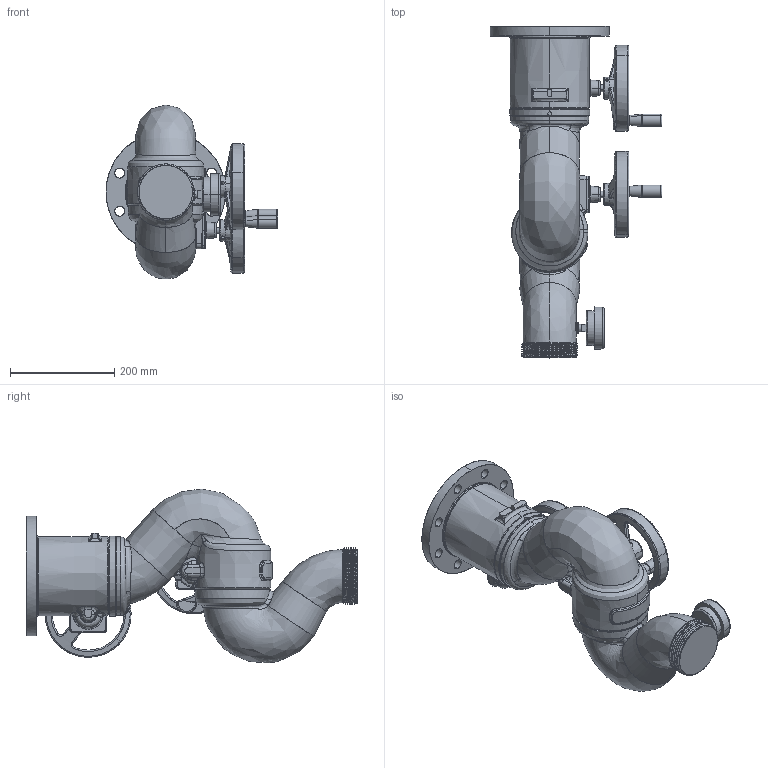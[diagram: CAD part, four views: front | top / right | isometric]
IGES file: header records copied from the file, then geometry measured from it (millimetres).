
Start section: SolidWorks IGES file using analytic representation for surfaces
Global section: file name: 8394-021_Spit-FireDD.IGS; native system: SolidWorks 2010; preprocessor: SolidWorks 2010; author: Rick; date: 100722.132934; units: inch
Bounding box: 329.17 x 635.37 x 332.7 mm (x, y, z)
Surface area: 712479.1 mm2 (no closed solid volume)
Topology: 0 solids, 0 shells, 800 faces, 12465 edges, 12433 vertices
Faces by surface type: bspline 542, revolution 258
